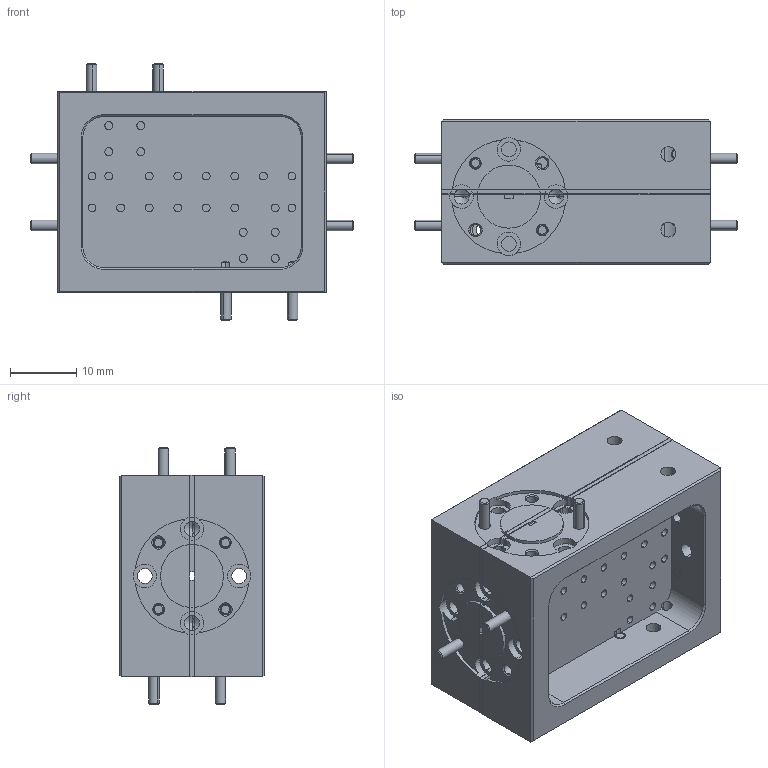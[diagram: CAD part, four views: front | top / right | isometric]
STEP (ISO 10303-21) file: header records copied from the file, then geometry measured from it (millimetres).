
FILE_DESCRIPTION (( 'STEP AP203' ), '1' );
FILE_NAME ('WD-DB-G-A-C-1.6.STEP', '2022-08-16T17:25:05', ( '' ), ( '' ), 'SwSTEP 2.0', 'SolidWorks 2021', '' );
FILE_SCHEMA (( 'CONFIG_CONTROL_DESIGN' ));
Length unit declared in the file: inch
Products named in the file (1): WD-DB-G-A-C-1.6
Bounding box: 48.9 x 21.88 x 38.73 mm (x, y, z)
Volume: 14485.9 mm3; surface area: 19188.8 mm2
Topology: 50 solids, 50 shells, 1937 faces, 4643 edges, 2854 vertices
Faces by surface type: cylinder 826, plane 590, cone 521
Entity records: 58351 total; most frequent: CARTESIAN_POINT 11662, DIRECTION 10292, ORIENTED_EDGE 9214, EDGE_CURVE 4607, AXIS2_PLACEMENT_3D 4074, VERTEX_POINT 2854, EDGE_LOOP 2421, LINE 2144
